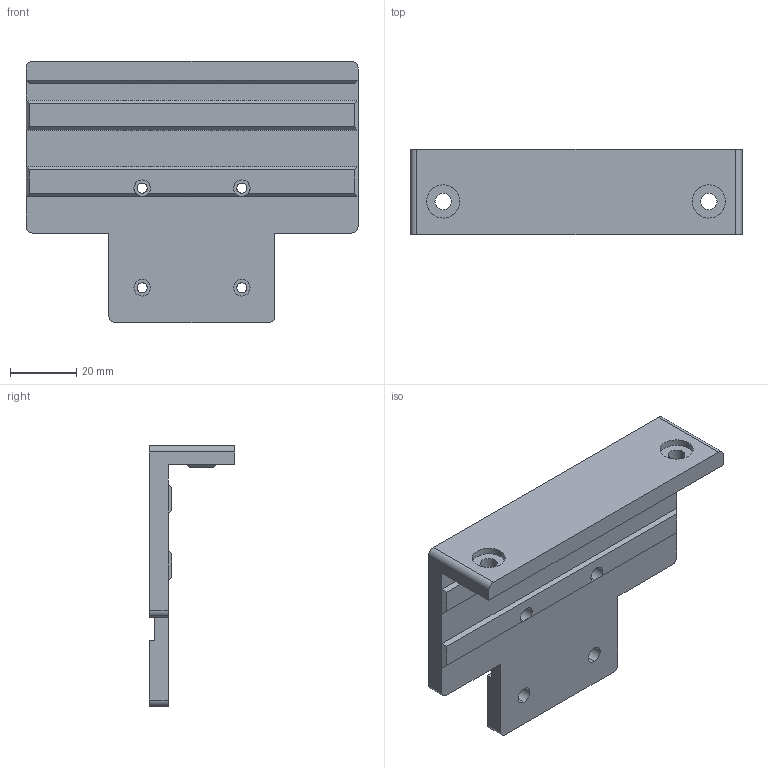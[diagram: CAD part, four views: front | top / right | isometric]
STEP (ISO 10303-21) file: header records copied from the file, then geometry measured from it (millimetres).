
FILE_DESCRIPTION (( 'STEP AP214' ), '1' );
FILE_NAME ('1-PanelDue7i_mount.STEP', '2019-04-10T17:11:16', ( '' ), ( '' ), 'SwSTEP 2.0', 'SolidWorks 2018', '' );
FILE_SCHEMA (( 'AUTOMOTIVE_DESIGN' ));
Length unit declared in the file: millimetre
Products named in the file (1): 1-PanelDue7i_mount
Bounding box: 100 x 25.7 x 78.7 mm (x, y, z)
Volume: 49384.4 mm3; surface area: 20120 mm2
Topology: 1 solids, 1 shells, 70 faces, 176 edges, 112 vertices
Faces by surface type: plane 40, cylinder 30
Entity records: 2150 total; most frequent: DIRECTION 374, CARTESIAN_POINT 371, ORIENTED_EDGE 352, EDGE_CURVE 176, AXIS2_PLACEMENT_3D 131, VECTOR 112, LINE 112, VERTEX_POINT 112
